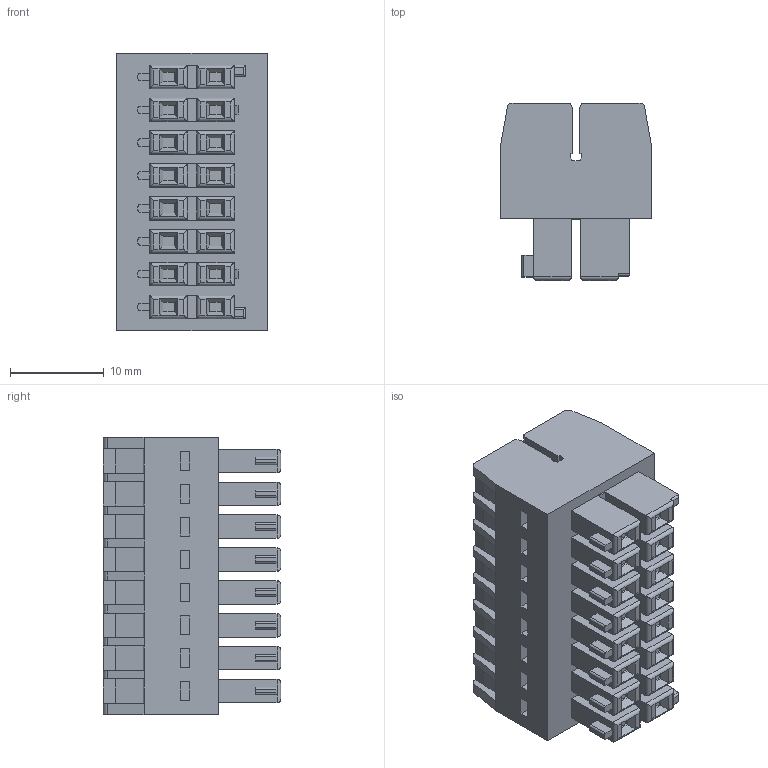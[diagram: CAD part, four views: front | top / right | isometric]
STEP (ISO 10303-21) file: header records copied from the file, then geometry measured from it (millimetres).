
FILE_DESCRIPTION(/* description */ ('STEP AP214'),/* implementation_level */ '2;1');
FILE_NAME(/* name */ '713-1108',/* time_stamp */ '2024-10-25T12:09:40+02:00',/* author */ ('License CC BY-ND 4.0'),/* organization */ ('CADENAS'),/* preprocessor_version */ 'ST-DEVELOPER v19.3',/* originating_system */ 'PARTsolutions',/* authorisation */ ' ');
FILE_SCHEMA (('AUTOMOTIVE_DESIGN {1 0 10303 214 3 1 1}'));
Length unit declared in the file: millimetre
Products named in the file (1): 713-1108
Bounding box: 16 x 18.9 x 29.5 mm (x, y, z)
Volume: 6065.9 mm3; surface area: 4567.6 mm2
Topology: 1 solids, 1 shells, 924 faces, 2380 edges, 1484 vertices
Faces by surface type: plane 676, cylinder 184, cone 64
Entity records: 27730 total; most frequent: CARTESIAN_POINT 5269, ORIENTED_EDGE 4760, DIRECTION 4530, EDGE_CURVE 2380, LINE 1760, VECTOR 1760, VERTEX_POINT 1484, AXIS2_PLACEMENT_3D 1385
